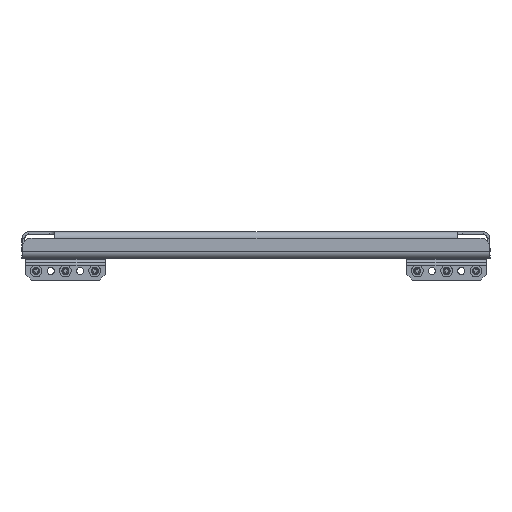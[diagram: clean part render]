
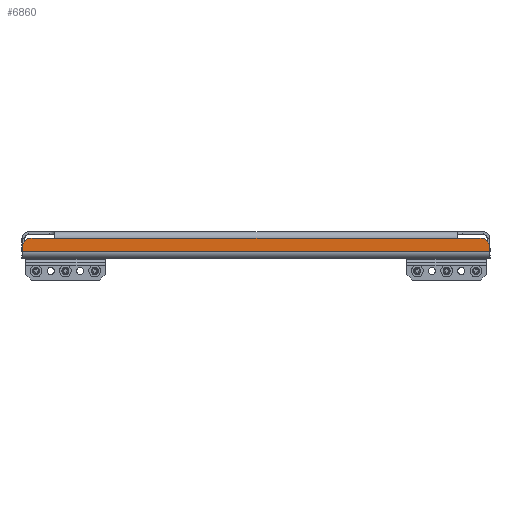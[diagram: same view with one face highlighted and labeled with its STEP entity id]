
A CAD part, left-side view. The second image highlights one B-rep face of the part: STEP entity #6860.
In plain terms, the highlighted planar face has unit normal (-1, 0, 0).
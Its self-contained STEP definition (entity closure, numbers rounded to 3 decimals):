
#103 = CARTESIAN_POINT ( 'NONE',  ( -549.5, -199.5, -3.3 ) ) ;
#144 = ORIENTED_EDGE ( 'NONE', *, *, #3460, .T. ) ;
#418 = CARTESIAN_POINT ( 'NONE',  ( -549.5, 199.5, -14.7 ) ) ;
#477 = LINE ( 'NONE', #8490, #7414 ) ;
#782 = DIRECTION ( 'NONE',  ( 0., 0., -1. ) ) ;
#1198 = PLANE ( 'NONE',  #2256 ) ;
#1220 = DIRECTION ( 'NONE',  ( 0., -1., 0. ) ) ;
#1338 = LINE ( 'NONE', #9016, #2292 ) ;
#1396 = EDGE_LOOP ( 'NONE', ( #12882, #1409, #2216, #8691, #10965, #3566, #8651, #144 ) ) ;
#1409 = ORIENTED_EDGE ( 'NONE', *, *, #10985, .T. ) ;
#1509 = FACE_OUTER_BOUND ( 'NONE', #1396, .T. ) ;
#1638 = VECTOR ( 'NONE', #8306, 1000. ) ;
#2093 = CARTESIAN_POINT ( 'NONE',  ( -549.5, 194.5, -3.3 ) ) ;
#2216 = ORIENTED_EDGE ( 'NONE', *, *, #6239, .F. ) ;
#2256 = AXIS2_PLACEMENT_3D ( 'NONE', #9438, #2316, #12557 ) ;
#2292 = VECTOR ( 'NONE', #3878, 1000. ) ;
#2316 = DIRECTION ( 'NONE',  ( 1., 0., 0. ) ) ;
#2336 = VERTEX_POINT ( 'NONE', #2093 ) ;
#2556 = EDGE_CURVE ( 'NONE', #2336, #3714, #4690, .T. ) ;
#2737 = VERTEX_POINT ( 'NONE', #418 ) ;
#3356 = VECTOR ( 'NONE', #782, 1000. ) ;
#3460 = EDGE_CURVE ( 'NONE', #2737, #4012, #1338, .T. ) ;
#3566 = ORIENTED_EDGE ( 'NONE', *, *, #9351, .T. ) ;
#3714 = VERTEX_POINT ( 'NONE', #7417 ) ;
#3878 = DIRECTION ( 'NONE',  ( 0., -1., 0. ) ) ;
#4012 = VERTEX_POINT ( 'NONE', #10118 ) ;
#4690 = LINE ( 'NONE', #11366, #1638 ) ;
#5937 = CARTESIAN_POINT ( 'NONE',  ( -549.5, -199.5, 0. ) ) ;
#5964 = VECTOR ( 'NONE', #7148, 1000. ) ;
#6209 = CARTESIAN_POINT ( 'NONE',  ( -549.5, -199.5, -8.3 ) ) ;
#6239 = EDGE_CURVE ( 'NONE', #7382, #8814, #7175, .T. ) ;
#6636 = CARTESIAN_POINT ( 'NONE',  ( -549.5, 171.5, -3.3 ) ) ;
#6860 = ADVANCED_FACE ( 'NONE', ( #1509 ), #1198, .F. ) ;
#6934 = CARTESIAN_POINT ( 'NONE',  ( -549.5, 199.5, 0. ) ) ;
#7148 = DIRECTION ( 'NONE',  ( 0., 0.707, 0.707 ) ) ;
#7175 = LINE ( 'NONE', #103, #11960 ) ;
#7363 = CARTESIAN_POINT ( 'NONE',  ( -549.5, -199.5, -8.3 ) ) ;
#7382 = VERTEX_POINT ( 'NONE', #8769 ) ;
#7414 = VECTOR ( 'NONE', #8565, 1000. ) ;
#7417 = CARTESIAN_POINT ( 'NONE',  ( -549.5, 171.5, -3.3 ) ) ;
#7725 = LINE ( 'NONE', #6209, #5964 ) ;
#8087 = VECTOR ( 'NONE', #9646, 1000. ) ;
#8127 = VECTOR ( 'NONE', #11123, 1000. ) ;
#8306 = DIRECTION ( 'NONE',  ( 0., -1., 0. ) ) ;
#8490 = CARTESIAN_POINT ( 'NONE',  ( -549.5, 194.5, -3.3 ) ) ;
#8565 = DIRECTION ( 'NONE',  ( 0., 0.707, -0.707 ) ) ;
#8651 = ORIENTED_EDGE ( 'NONE', *, *, #10110, .T. ) ;
#8659 = EDGE_CURVE ( 'NONE', #4012, #12243, #11533, .T. ) ;
#8691 = ORIENTED_EDGE ( 'NONE', *, *, #11846, .T. ) ;
#8769 = CARTESIAN_POINT ( 'NONE',  ( -549.5, -171.5, -3.3 ) ) ;
#8814 = VERTEX_POINT ( 'NONE', #8827 ) ;
#8827 = CARTESIAN_POINT ( 'NONE',  ( -549.5, -194.5, -3.3 ) ) ;
#8836 = CARTESIAN_POINT ( 'NONE',  ( -549.5, 199.5, -8.3 ) ) ;
#9016 = CARTESIAN_POINT ( 'NONE',  ( -549.5, 199.5, -14.7 ) ) ;
#9351 = EDGE_CURVE ( 'NONE', #2336, #11282, #477, .T. ) ;
#9438 = CARTESIAN_POINT ( 'NONE',  ( -549.5, 0., 0. ) ) ;
#9646 = DIRECTION ( 'NONE',  ( 0., 1., 0. ) ) ;
#10110 = EDGE_CURVE ( 'NONE', #11282, #2737, #11413, .T. ) ;
#10118 = CARTESIAN_POINT ( 'NONE',  ( -549.5, -199.5, -14.7 ) ) ;
#10832 = LINE ( 'NONE', #6636, #8087 ) ;
#10965 = ORIENTED_EDGE ( 'NONE', *, *, #2556, .F. ) ;
#10985 = EDGE_CURVE ( 'NONE', #12243, #8814, #7725, .T. ) ;
#11123 = DIRECTION ( 'NONE',  ( 0., 0., 1. ) ) ;
#11282 = VERTEX_POINT ( 'NONE', #8836 ) ;
#11366 = CARTESIAN_POINT ( 'NONE',  ( -549.5, -199.5, -3.3 ) ) ;
#11413 = LINE ( 'NONE', #6934, #3356 ) ;
#11533 = LINE ( 'NONE', #5937, #8127 ) ;
#11846 = EDGE_CURVE ( 'NONE', #7382, #3714, #10832, .T. ) ;
#11960 = VECTOR ( 'NONE', #1220, 1000. ) ;
#12243 = VERTEX_POINT ( 'NONE', #7363 ) ;
#12557 = DIRECTION ( 'NONE',  ( 0., 0., -1. ) ) ;
#12882 = ORIENTED_EDGE ( 'NONE', *, *, #8659, .T. ) ;
